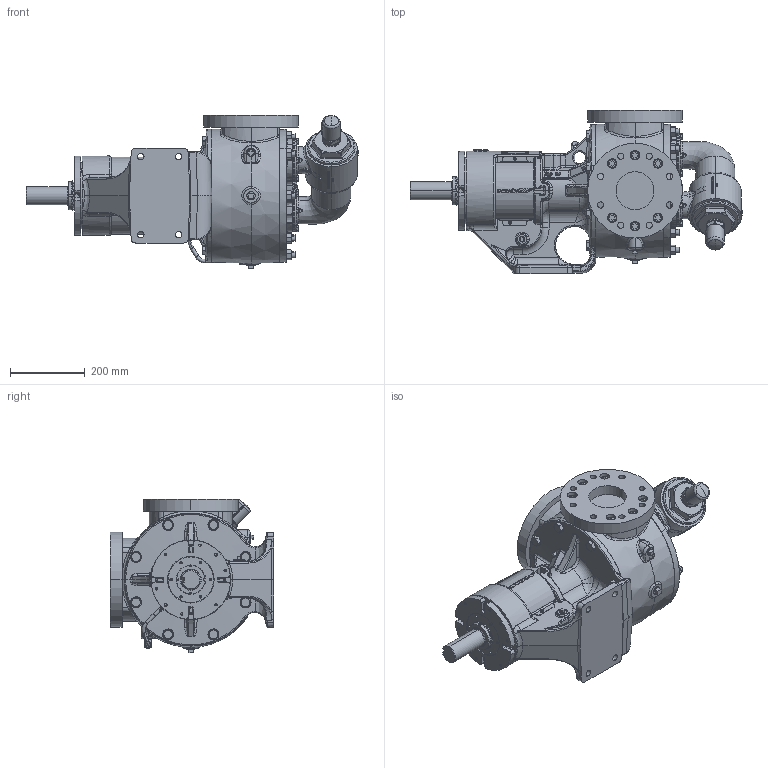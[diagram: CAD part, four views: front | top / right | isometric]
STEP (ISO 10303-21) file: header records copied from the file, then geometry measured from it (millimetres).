
FILE_DESCRIPTION (( 'STEP AP214' ), '1' );
FILE_NAME ('QV-2347.step', '2025-12-05T19:01:53', ( '' ), ( '' ), 'SwSTEP 2.0', 'SolidWorks 2024', '' );
FILE_SCHEMA (( 'AUTOMOTIVE_DESIGN' ));
Length unit declared in the file: inch
Products named in the file (1): QV-2347
Bounding box: 890.07 x 438.15 x 412.01 mm (x, y, z)
Volume: 38080256.1 mm3; surface area: 1578254 mm2
Topology: 1 solids, 1 shells, 4977 faces, 12671 edges, 7926 vertices
Faces by surface type: plane 1685, bspline 1621, cylinder 845, cone 624, torus 143, sphere 59
Entity records: 232536 total; most frequent: CARTESIAN_POINT 125970, ORIENTED_EDGE 25038, DIRECTION 17461, EDGE_CURVE 12519, VERTEX_POINT 7917, AXIS2_PLACEMENT_3D 6160, EDGE_LOOP 5406, VECTOR 5141
